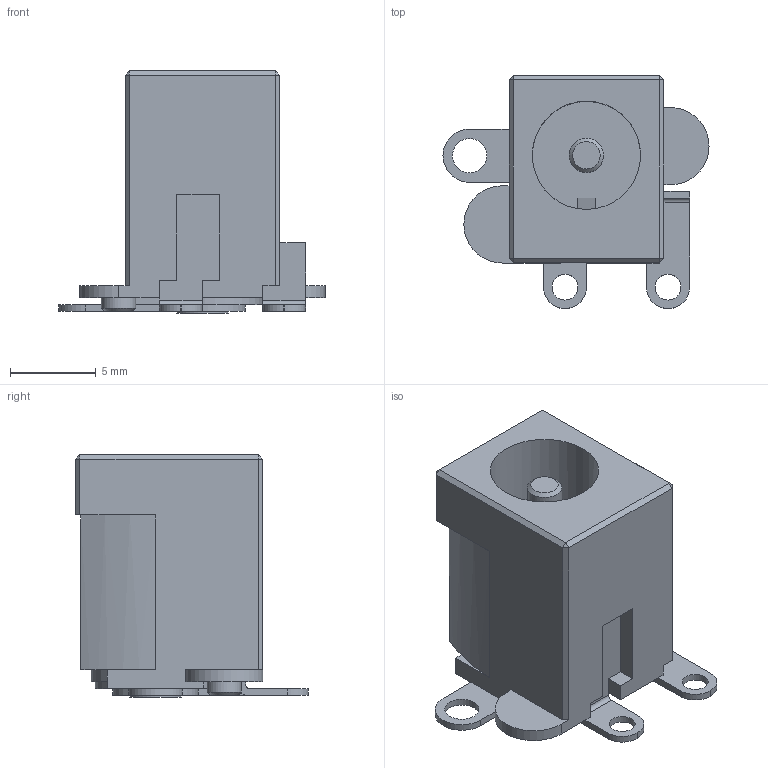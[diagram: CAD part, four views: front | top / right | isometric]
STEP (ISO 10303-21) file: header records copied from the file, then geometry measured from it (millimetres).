
FILE_DESCRIPTION(('for SolidWorks'),'2;1');
FILE_NAME('pj-006a-smt.step', '2016-08-25T13:52:37',('Serg'),(''),'Open CASCADE STEP processor 6.6', 'DipTrace','Unknown');
FILE_SCHEMA(('AUTOMOTIVE_DESIGN { 1 0 10303 214 1 1 1 1 }'));
Length unit declared in the file: millimetre
Products named in the file (2): ASSEMBLY; pj-006a-smt
Assembly tree (1 placements, depth 2):
  ASSEMBLY
    pj-006a-smt
Bounding box: 15.48 x 13.55 x 14.1 mm (x, y, z)
Volume: 994.7 mm3; surface area: 1129.5 mm2
Topology: 1 solids, 1 shells, 100 faces, 253 edges, 161 vertices
Faces by surface type: plane 72, cylinder 25, cone 3
Full cylindrical faces by diameter (mm): 1.5 x2, 2 x5, 3 x1, 6.3 x1
Entity records: 3714 total; most frequent: CARTESIAN_POINT 516, DIRECTION 515, ORIENTED_EDGE 506, EDGE_CURVE 253, LINE 195, VECTOR 195, VERTEX_POINT 161, AXIS2_PLACEMENT_3D 160
